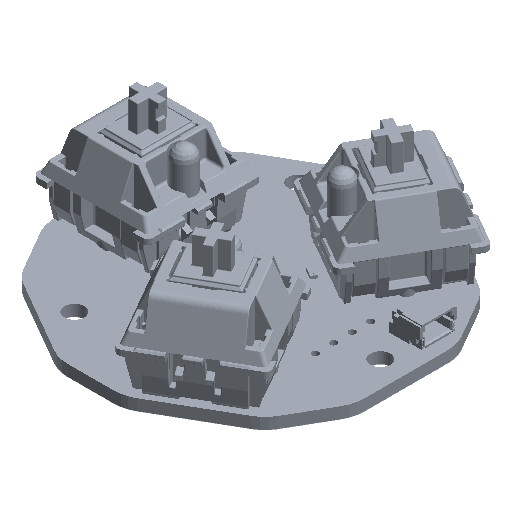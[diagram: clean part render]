
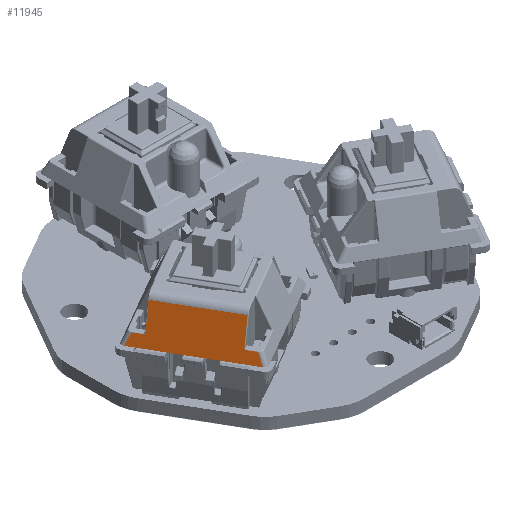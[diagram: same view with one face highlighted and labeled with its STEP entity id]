
A CAD part, isometric view. The second image highlights one B-rep face of the part: STEP entity #11945.
In plain terms, the highlighted face is planar.
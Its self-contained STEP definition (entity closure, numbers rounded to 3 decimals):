
#8413 = VERTEX_POINT('',#8414);
#8414 = CARTESIAN_POINT('',(13.642,1.336,
    -0.514));
#8779 = VERTEX_POINT('',#8780);
#8780 = CARTESIAN_POINT('',(14.233,0.,0.));
#8787 = EDGE_CURVE('',#8788,#8779,#8790,.T.);
#8788 = VERTEX_POINT('',#8789);
#8789 = CARTESIAN_POINT('',(0.467,0.,0.));
#8790 = LINE('',#8791,#8792);
#8791 = CARTESIAN_POINT('',(0.,0.,0.));
#8792 = VECTOR('',#8793,1.);
#8793 = DIRECTION('',(1.,0.,0.));
#11945 = ADVANCED_FACE('',(#11946),#12019,.F.);
#11946 = FACE_BOUND('',#11947,.T.);
#11947 = EDGE_LOOP('',(#11948,#11959,#11967,#11975,#11983,#11992,#12000,
    #12006,#12007,#12013));
#11948 = ORIENTED_EDGE('',*,*,#11949,.F.);
#11949 = EDGE_CURVE('',#11950,#11952,#11954,.T.);
#11950 = VERTEX_POINT('',#11951);
#11951 = CARTESIAN_POINT('',(12.25,1.536,-0.591));
#11952 = VERTEX_POINT('',#11953);
#11953 = CARTESIAN_POINT('',(12.45,1.336,-0.514));
#11954 = ( BOUNDED_CURVE() B_SPLINE_CURVE(3,(#11955,#11956,#11957,#11958
),.UNSPECIFIED.,.F.,.F.) B_SPLINE_CURVE_WITH_KNOTS((4,4),(4.712
,6.283),.PIECEWISE_BEZIER_KNOTS.) CURVE() 
GEOMETRIC_REPRESENTATION_ITEM() RATIONAL_B_SPLINE_CURVE((1.,
0.805,0.805,1.)) REPRESENTATION_ITEM('') );
#11955 = CARTESIAN_POINT('',(12.25,1.536,-0.591));
#11956 = CARTESIAN_POINT('',(12.25,1.419,-0.546));
#11957 = CARTESIAN_POINT('',(12.333,1.336,
    -0.514));
#11958 = CARTESIAN_POINT('',(12.45,1.336,-0.514));
#11959 = ORIENTED_EDGE('',*,*,#11960,.T.);
#11960 = EDGE_CURVE('',#11950,#11961,#11963,.T.);
#11961 = VERTEX_POINT('',#11962);
#11962 = CARTESIAN_POINT('',(12.25,4.559,-1.753));
#11963 = LINE('',#11964,#11965);
#11964 = CARTESIAN_POINT('',(12.25,4.559,-1.753));
#11965 = VECTOR('',#11966,1.);
#11966 = DIRECTION('',(-0.,0.933,-0.359));
#11967 = ORIENTED_EDGE('',*,*,#11968,.T.);
#11968 = EDGE_CURVE('',#11961,#11969,#11971,.T.);
#11969 = VERTEX_POINT('',#11970);
#11970 = CARTESIAN_POINT('',(2.45,4.559,-1.753));
#11971 = LINE('',#11972,#11973);
#11972 = CARTESIAN_POINT('',(2.35,4.559,-1.753));
#11973 = VECTOR('',#11974,1.);
#11974 = DIRECTION('',(-1.,-0.,-0.));
#11975 = ORIENTED_EDGE('',*,*,#11976,.T.);
#11976 = EDGE_CURVE('',#11969,#11977,#11979,.T.);
#11977 = VERTEX_POINT('',#11978);
#11978 = CARTESIAN_POINT('',(2.45,1.536,-0.591));
#11979 = LINE('',#11980,#11981);
#11980 = CARTESIAN_POINT('',(2.45,1.4,-0.538));
#11981 = VECTOR('',#11982,1.);
#11982 = DIRECTION('',(-0.,-0.933,0.359));
#11983 = ORIENTED_EDGE('',*,*,#11984,.F.);
#11984 = EDGE_CURVE('',#11985,#11977,#11987,.T.);
#11985 = VERTEX_POINT('',#11986);
#11986 = CARTESIAN_POINT('',(2.25,1.336,-0.514));
#11987 = ( BOUNDED_CURVE() B_SPLINE_CURVE(3,(#11988,#11989,#11990,#11991
),.UNSPECIFIED.,.F.,.F.) B_SPLINE_CURVE_WITH_KNOTS((4,4),(3.142,
4.712),.PIECEWISE_BEZIER_KNOTS.) CURVE() 
GEOMETRIC_REPRESENTATION_ITEM() RATIONAL_B_SPLINE_CURVE((1.,
0.805,0.805,1.)) REPRESENTATION_ITEM('') );
#11988 = CARTESIAN_POINT('',(2.25,1.336,-0.514));
#11989 = CARTESIAN_POINT('',(2.367,1.336,
    -0.514));
#11990 = CARTESIAN_POINT('',(2.45,1.419,-0.546));
#11991 = CARTESIAN_POINT('',(2.45,1.536,-0.591));
#11992 = ORIENTED_EDGE('',*,*,#11993,.T.);
#11993 = EDGE_CURVE('',#11985,#11994,#11996,.T.);
#11994 = VERTEX_POINT('',#11995);
#11995 = CARTESIAN_POINT('',(1.058,1.336,
    -0.514));
#11996 = LINE('',#11997,#11998);
#11997 = CARTESIAN_POINT('',(0.,1.336,-0.514));
#11998 = VECTOR('',#11999,1.);
#11999 = DIRECTION('',(-1.,0.,0.));
#12000 = ORIENTED_EDGE('',*,*,#12001,.T.);
#12001 = EDGE_CURVE('',#11994,#8788,#12002,.T.);
#12002 = LINE('',#12003,#12004);
#12003 = CARTESIAN_POINT('',(2.364,4.289,
    -1.65));
#12004 = VECTOR('',#12005,1.);
#12005 = DIRECTION('',(-0.382,-0.863,0.332));
#12006 = ORIENTED_EDGE('',*,*,#8787,.T.);
#12007 = ORIENTED_EDGE('',*,*,#12008,.T.);
#12008 = EDGE_CURVE('',#8779,#8413,#12009,.T.);
#12009 = LINE('',#12010,#12011);
#12010 = CARTESIAN_POINT('',(10.195,9.128,
    -3.511));
#12011 = VECTOR('',#12012,1.);
#12012 = DIRECTION('',(-0.382,0.863,-0.332));
#12013 = ORIENTED_EDGE('',*,*,#12014,.T.);
#12014 = EDGE_CURVE('',#8413,#11952,#12015,.T.);
#12015 = LINE('',#12016,#12017);
#12016 = CARTESIAN_POINT('',(0.,1.336,-0.514));
#12017 = VECTOR('',#12018,1.);
#12018 = DIRECTION('',(-1.,0.,0.));
#12019 = PLANE('',#12020);
#12020 = AXIS2_PLACEMENT_3D('',#12021,#12022,#12023);
#12021 = CARTESIAN_POINT('',(0.,5.2,-2.));
#12022 = DIRECTION('',(0.,-0.359,-0.933));
#12023 = DIRECTION('',(1.,0.,0.));
